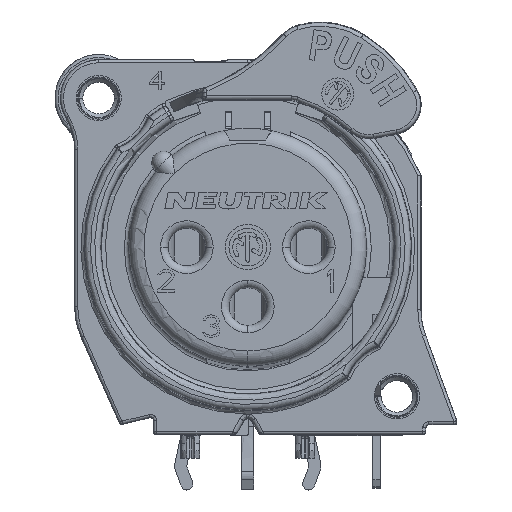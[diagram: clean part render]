
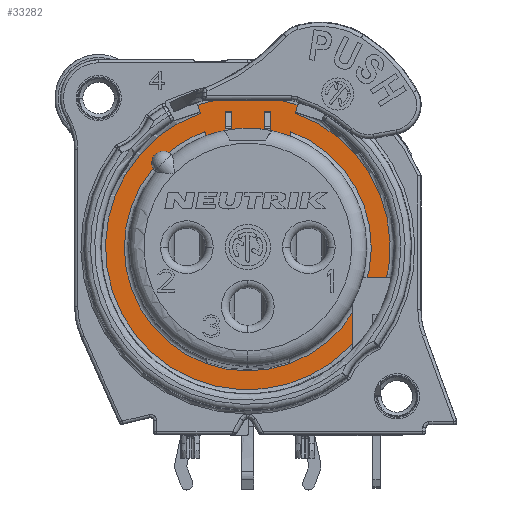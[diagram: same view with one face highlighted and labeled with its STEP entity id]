
A CAD part, top view. The second image highlights one B-rep face of the part: STEP entity #33282.
In plain terms, the highlighted planar face has unit normal (0, 0, 1).
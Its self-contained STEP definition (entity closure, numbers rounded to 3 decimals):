
#1137=DIRECTION('',(0.,-1.,0.));
#1138=VECTOR('',#1137,1.019);
#1139=CARTESIAN_POINT('',(8.8,-2.884,-9.3));
#1140=LINE('',#1139,#1138);
#2227=DIRECTION('',(0.,-1.,0.));
#2228=VECTOR('',#2227,1.019);
#2229=CARTESIAN_POINT('',(8.3,-2.884,-9.3));
#2230=LINE('',#2229,#2228);
#2231=DIRECTION('',(-1.,0.,0.));
#2232=VECTOR('',#2231,0.5);
#2233=CARTESIAN_POINT('',(8.8,-2.884,-9.3));
#2234=LINE('',#2233,#2232);
#2235=CARTESIAN_POINT('',(-5.621,5.621,-9.3));
#2236=DIRECTION('',(0.,0.,-1.));
#2237=DIRECTION('',(-0.882,-0.47,0.));
#2238=AXIS2_PLACEMENT_3D('',#2235,#2236,#2237);
#2240=CARTESIAN_POINT('',(0.,0.,-9.3));
#2241=DIRECTION('',(0.,0.,-1.));
#2242=DIRECTION('',(0.96,-0.279,0.));
#2243=AXIS2_PLACEMENT_3D('',#2240,#2241,#2242);
#2245=DIRECTION('',(-0.819,-0.574,0.));
#2246=VECTOR('',#2245,0.5);
#2247=CARTESIAN_POINT('',(8.002,-4.74,-9.3));
#2248=LINE('',#2247,#2246);
#2249=DIRECTION('',(0.574,-0.819,0.));
#2250=VECTOR('',#2249,0.369);
#2251=CARTESIAN_POINT('',(7.593,-5.027,-9.3));
#2252=LINE('',#2251,#2250);
#2253=CARTESIAN_POINT('',(0.,0.,-9.3));
#2254=DIRECTION('',(0.,0.,1.));
#2255=DIRECTION('',(-0.231,0.973,0.));
#2256=AXIS2_PLACEMENT_3D('',#2253,#2254,#2255);
#2258=CARTESIAN_POINT('',(0.,0.,-9.3));
#2259=DIRECTION('',(0.,0.,-1.));
#2260=DIRECTION('',(0.231,0.973,0.));
#2261=AXIS2_PLACEMENT_3D('',#2258,#2259,#2260);
#2390=DIRECTION('',(0.574,-0.819,0.));
#2391=VECTOR('',#2390,0.762);
#2392=CARTESIAN_POINT('',(8.002,-4.74,-9.3));
#2393=LINE('',#2392,#2391);
#2624=CARTESIAN_POINT('',(0.,0.,-9.3));
#2625=DIRECTION('',(0.,0.,-1.));
#2626=DIRECTION('',(-0.353,0.936,0.));
#2627=AXIS2_PLACEMENT_3D('',#2624,#2625,#2626);
#2774=DIRECTION('',(0.24,0.971,0.));
#2775=VECTOR('',#2774,0.302);
#2776=CARTESIAN_POINT('',(2.787,7.392,-9.3));
#2777=LINE('',#2776,#2775);
#2795=CARTESIAN_POINT('',(0.,0.,-9.3));
#2796=DIRECTION('',(0.,0.,-1.));
#2797=DIRECTION('',(0.349,0.937,0.));
#2798=AXIS2_PLACEMENT_3D('',#2795,#2796,#2797);
#2870=CARTESIAN_POINT('',(0.,0.,-9.3));
#2871=DIRECTION('',(0.,0.,-1.));
#2872=DIRECTION('',(-0.643,0.766,0.));
#2873=AXIS2_PLACEMENT_3D('',#2870,#2871,#2872);
#6794=DIRECTION('',(0.24,-0.971,0.));
#6795=VECTOR('',#6794,0.302);
#6796=CARTESIAN_POINT('',(-2.859,7.685,-9.3));
#6797=LINE('',#6796,#6795);
#9204=CARTESIAN_POINT('',(9.602,-2.792,-9.3));
#9206=DIRECTION('',(1.,0.,0.));
#9207=VECTOR('',#9206,0.574);
#9208=CARTESIAN_POINT('',(9.028,-2.792,-9.3));
#9209=LINE('',#9208,#9207);
#12339=DIRECTION('',(1.,0.,0.));
#12340=VECTOR('',#12339,4.616);
#12341=CARTESIAN_POINT('',(-2.308,9.73,-9.3));
#12342=LINE('',#12341,#12340);
#23246=CARTESIAN_POINT('',(-3.434,9.179,-9.3));
#23247=DIRECTION('',(0.,0.,-1.));
#23248=DIRECTION('',(-0.351,0.937,0.));
#23249=AXIS2_PLACEMENT_3D('',#23246,#23247,#23248);
#23269=DIRECTION('',(0.24,-0.971,0.007));
#23270=VECTOR('',#23269,0.282);
#23271=CARTESIAN_POINT('',(-3.24,9.227,-9.3));
#23272=LINE('',#23271,#23270);
#23285=CARTESIAN_POINT('',(3.161,8.906,-9.3));
#23286=CARTESIAN_POINT('',(3.165,8.921,-9.3));
#23287=CARTESIAN_POINT('',(3.169,8.94,
-9.298));
#23288=CARTESIAN_POINT('',(3.173,8.955,
-9.298));
#23326=CARTESIAN_POINT('',(0.,0.,-9.3));
#23327=DIRECTION('',(0.,0.,1.));
#23328=DIRECTION('',(0.955,-0.295,0.));
#23329=AXIS2_PLACEMENT_3D('',#23326,#23327,#23328);
#23331=CARTESIAN_POINT('',(-3.173,8.953,
-9.298));
#23332=CARTESIAN_POINT('',(-3.169,8.939,
-9.298));
#23333=CARTESIAN_POINT('',(-3.164,8.92,-9.3));
#23334=CARTESIAN_POINT('',(-3.161,8.906,-9.3));
#23336=CARTESIAN_POINT('',(0.,0.,-9.3));
#23337=DIRECTION('',(0.,0.,1.));
#23338=DIRECTION('',(-0.334,0.942,0.));
#23339=AXIS2_PLACEMENT_3D('',#23336,#23337,#23338);
#23383=DIRECTION('',(0.24,0.971,-0.008));
#23384=VECTOR('',#23383,0.28);
#23385=CARTESIAN_POINT('',(3.173,8.955,
-9.298));
#23386=LINE('',#23385,#23384);
#23395=CARTESIAN_POINT('',(3.434,9.179,-9.3));
#23396=DIRECTION('',(0.,0.,-1.));
#23397=DIRECTION('',(-0.971,0.24,0.));
#23398=AXIS2_PLACEMENT_3D('',#23395,#23396,#23397);
#26241=DIRECTION('',(-1.,0.,0.));
#26242=VECTOR('',#26241,0.5);
#26243=CARTESIAN_POINT('',(8.8,-3.903,-9.3));
#26244=LINE('',#26243,#26242);
#26323=CARTESIAN_POINT('',(-6.283,5.269,-9.3));
#26324=CARTESIAN_POINT('',(-5.269,6.283,-9.3));
#26325=VERTEX_POINT('',#26323);
#26326=VERTEX_POINT('',#26324);
#30488=CARTESIAN_POINT('',(7.593,-5.027,-9.3));
#30489=CARTESIAN_POINT('',(7.804,-5.329,-9.3));
#30490=VERTEX_POINT('',#30488);
#30491=VERTEX_POINT('',#30489);
#30795=CARTESIAN_POINT('',(8.439,-5.364,-9.3));
#30796=VERTEX_POINT('',#30795);
#31256=CARTESIAN_POINT('',(2.787,7.392,-9.3));
#31257=CARTESIAN_POINT('',(2.859,7.685,-9.3));
#31258=VERTEX_POINT('',#31256);
#31259=VERTEX_POINT('',#31257);
#31260=VERTEX_POINT('',#23285);
#31261=VERTEX_POINT('',#23288);
#31262=CARTESIAN_POINT('',(3.24,9.227,-9.3));
#31263=VERTEX_POINT('',#31262);
#31265=CARTESIAN_POINT('',(-3.24,9.227,-9.3));
#31266=CARTESIAN_POINT('',(-3.173,8.953,
-9.298));
#31267=VERTEX_POINT('',#31265);
#31268=VERTEX_POINT('',#31266);
#31269=VERTEX_POINT('',#23334);
#31270=CARTESIAN_POINT('',(-2.859,7.685,-9.3));
#31271=CARTESIAN_POINT('',(-2.787,7.392,-9.3));
#31272=VERTEX_POINT('',#31270);
#31273=VERTEX_POINT('',#31271);
#31299=VERTEX_POINT('',#9204);
#31300=CARTESIAN_POINT('',(9.028,-2.792,-9.3));
#31301=VERTEX_POINT('',#31300);
#31305=CARTESIAN_POINT('',(-3.504,9.366,-9.3));
#31306=VERTEX_POINT('',#31305);
#31307=CARTESIAN_POINT('',(3.504,9.366,-9.3));
#31308=VERTEX_POINT('',#31307);
#31309=CARTESIAN_POINT('',(-2.308,9.73,-9.3));
#31310=CARTESIAN_POINT('',(2.308,9.73,-9.3));
#31311=VERTEX_POINT('',#31309);
#31312=VERTEX_POINT('',#31310);
#31331=CARTESIAN_POINT('',(8.8,-2.884,-9.3));
#31332=CARTESIAN_POINT('',(8.8,-3.903,-9.3));
#31333=VERTEX_POINT('',#31331);
#31334=VERTEX_POINT('',#31332);
#31335=CARTESIAN_POINT('',(8.3,-3.903,-9.3));
#31336=VERTEX_POINT('',#31335);
#31337=CARTESIAN_POINT('',(8.002,-4.74,-9.3));
#31338=VERTEX_POINT('',#31337);
#31345=CARTESIAN_POINT('',(8.3,-2.884,-9.3));
#31346=VERTEX_POINT('',#31345);
#33222=CARTESIAN_POINT('',(0.,0.,-9.3));
#33223=DIRECTION('',(0.,0.,1.));
#33224=DIRECTION('',(0.,-1.,0.));
#33225=AXIS2_PLACEMENT_3D('',#33222,#33223,#33224);
#33226=PLANE('',#33225);
#33228=ORIENTED_EDGE('',*,*,#33227,.F.);
#33230=ORIENTED_EDGE('',*,*,#33229,.T.);
#33232=ORIENTED_EDGE('',*,*,#33231,.T.);
#33234=ORIENTED_EDGE('',*,*,#33233,.F.);
#33236=ORIENTED_EDGE('',*,*,#33235,.T.);
#33238=ORIENTED_EDGE('',*,*,#33237,.T.);
#33240=ORIENTED_EDGE('',*,*,#33239,.F.);
#33242=ORIENTED_EDGE('',*,*,#33241,.F.);
#33244=ORIENTED_EDGE('',*,*,#33243,.F.);
#33246=ORIENTED_EDGE('',*,*,#33245,.F.);
#33248=ORIENTED_EDGE('',*,*,#33247,.F.);
#33250=ORIENTED_EDGE('',*,*,#33249,.T.);
#33252=ORIENTED_EDGE('',*,*,#33251,.T.);
#33254=ORIENTED_EDGE('',*,*,#33253,.F.);
#33256=ORIENTED_EDGE('',*,*,#33255,.F.);
#33258=ORIENTED_EDGE('',*,*,#33257,.F.);
#33259=EDGE_LOOP('',(#33228,#33230,#33232,#33234,#33236,#33238,#33240,#33242,
#33244,#33246,#33248,#33250,#33252,#33254,#33256,#33258));
#33260=FACE_OUTER_BOUND('',#33259,.F.);
#33261=ORIENTED_EDGE('',*,*,#32379,.T.);
#33263=ORIENTED_EDGE('',*,*,#33262,.F.);
#33264=ORIENTED_EDGE('',*,*,#32573,.F.);
#33265=ORIENTED_EDGE('',*,*,#33188,.T.);
#33266=EDGE_LOOP('',(#33261,#33263,#33264,#33265));
#33267=FACE_BOUND('',#33266,.F.);
#33269=ORIENTED_EDGE('',*,*,#33268,.F.);
#33271=ORIENTED_EDGE('',*,*,#33270,.F.);
#33273=ORIENTED_EDGE('',*,*,#33272,.F.);
#33275=ORIENTED_EDGE('',*,*,#33274,.F.);
#33277=ORIENTED_EDGE('',*,*,#33276,.F.);
#33279=ORIENTED_EDGE('',*,*,#33278,.F.);
#33280=EDGE_LOOP('',(#33269,#33271,#33273,#33275,#33277,#33279));
#33281=FACE_BOUND('',#33280,.F.);
#33282=ADVANCED_FACE('',(#33260,#33267,#33281),#33226,.T.);
#2239=CIRCLE('',#2238,0.75);
#2244=CIRCLE('',#2243,10.);
#2257=CIRCLE('',#2256,10.);
#2262=CIRCLE('',#2261,10.);
#2628=CIRCLE('',#2627,7.9);
#2799=CIRCLE('',#2798,8.2);
#2874=CIRCLE('',#2873,8.2);
#23250=CIRCLE('',#23249,0.2);
#23289=B_SPLINE_CURVE_WITH_KNOTS('',3,(#23285,#23286,#23287,#23288),
.UNSPECIFIED.,.F.,.F.,(4,4),(0.,1.),.UNSPECIFIED.);
#23330=CIRCLE('',#23329,9.45);
#23335=B_SPLINE_CURVE_WITH_KNOTS('',3,(#23331,#23332,#23333,#23334),
.UNSPECIFIED.,.F.,.F.,(4,4),(0.,1.),.UNSPECIFIED.);
#23340=CIRCLE('',#23339,9.45);
#23399=CIRCLE('',#23398,0.2);
#32379=EDGE_CURVE('',#31346,#31336,#2230,.T.);
#32573=EDGE_CURVE('',#31333,#31334,#1140,.T.);
#33188=EDGE_CURVE('',#31333,#31346,#2234,.T.);
#33227=EDGE_CURVE('',#31301,#31260,#23330,.T.);
#33229=EDGE_CURVE('',#31301,#31299,#9209,.T.);
#33231=EDGE_CURVE('',#31299,#30796,#2244,.T.);
#33233=EDGE_CURVE('',#31338,#30796,#2393,.T.);
#33235=EDGE_CURVE('',#31338,#30490,#2248,.T.);
#33237=EDGE_CURVE('',#30490,#30491,#2252,.T.);
#33239=EDGE_CURVE('',#31269,#30491,#23340,.T.);
#33241=EDGE_CURVE('',#31268,#31269,#23335,.T.);
#33243=EDGE_CURVE('',#31267,#31268,#23272,.T.);
#33245=EDGE_CURVE('',#31306,#31267,#23250,.T.);
#33247=EDGE_CURVE('',#31311,#31306,#2257,.T.);
#33249=EDGE_CURVE('',#31311,#31312,#12342,.T.);
#33251=EDGE_CURVE('',#31312,#31308,#2262,.T.);
#33253=EDGE_CURVE('',#31263,#31308,#23399,.T.);
#33255=EDGE_CURVE('',#31261,#31263,#23386,.T.);
#33257=EDGE_CURVE('',#31260,#31261,#23289,.T.);
#33262=EDGE_CURVE('',#31334,#31336,#26244,.T.);
#33268=EDGE_CURVE('',#31259,#26325,#2799,.T.);
#33270=EDGE_CURVE('',#31258,#31259,#2777,.T.);
#33272=EDGE_CURVE('',#31273,#31258,#2628,.T.);
#33274=EDGE_CURVE('',#31272,#31273,#6797,.T.);
#33276=EDGE_CURVE('',#26326,#31272,#2874,.T.);
#33278=EDGE_CURVE('',#26325,#26326,#2239,.T.);
